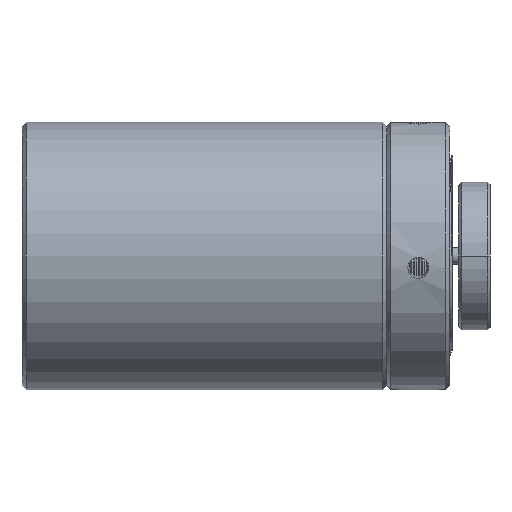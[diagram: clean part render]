
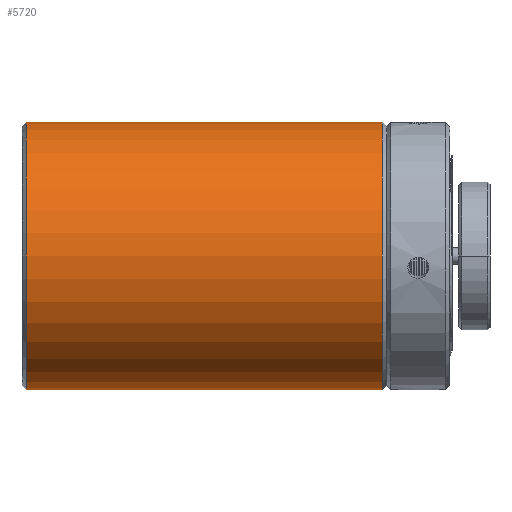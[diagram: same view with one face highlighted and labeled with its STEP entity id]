
A CAD part, front view. The second image highlights one B-rep face of the part: STEP entity #5720.
In plain terms, the highlighted cylindrical face has radius 63.5 mm (diameter 127 mm), a partial arc.
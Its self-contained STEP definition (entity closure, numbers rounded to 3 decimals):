
#37 = EDGE_CURVE ( 'NONE', #8871, #11246, #3420, .T. ) ;
#1165 = ORIENTED_EDGE ( 'NONE', *, *, #15072, .F. ) ;
#2462 = VERTEX_POINT ( 'NONE', #14895 ) ;
#2852 = DIRECTION ( 'NONE',  ( 0., 0., 1. ) ) ;
#3420 = CIRCLE ( 'NONE', #7118, 63.5 ) ;
#3694 = EDGE_LOOP ( 'NONE', ( #1165, #8661, #7018, #15100 ) ) ;
#4347 = DIRECTION ( 'NONE',  ( -1., 0., 0. ) ) ;
#4670 = CARTESIAN_POINT ( 'NONE',  ( 171., 0., 63.5 ) ) ;
#5245 = DIRECTION ( 'NONE',  ( -1., 0., 0. ) ) ;
#5720 = ADVANCED_FACE ( 'NONE', ( #11783 ), #11323, .T. ) ;
#5725 = CIRCLE ( 'NONE', #11465, 63.5 ) ;
#6187 = DIRECTION ( 'NONE',  ( 0., 0., 1. ) ) ;
#6209 = DIRECTION ( 'NONE',  ( -1., 0., 0. ) ) ;
#6213 = CARTESIAN_POINT ( 'NONE',  ( 2., 0., 0. ) ) ;
#6463 = CARTESIAN_POINT ( 'NONE',  ( 171., 0., -63.5 ) ) ;
#6552 = AXIS2_PLACEMENT_3D ( 'NONE', #15121, #15397, #14800 ) ;
#6593 = EDGE_CURVE ( 'NONE', #2462, #8964, #5725, .T. ) ;
#7006 = DIRECTION ( 'NONE',  ( -1., 0., 0. ) ) ;
#7018 = ORIENTED_EDGE ( 'NONE', *, *, #8081, .T. ) ;
#7036 = CARTESIAN_POINT ( 'NONE',  ( 171., 0., 0. ) ) ;
#7118 = AXIS2_PLACEMENT_3D ( 'NONE', #7036, #5245, #2852 ) ;
#8081 = EDGE_CURVE ( 'NONE', #11246, #8964, #11726, .T. ) ;
#8184 = CARTESIAN_POINT ( 'NONE',  ( 0., 0., 63.5 ) ) ;
#8661 = ORIENTED_EDGE ( 'NONE', *, *, #37, .T. ) ;
#8871 = VERTEX_POINT ( 'NONE', #6463 ) ;
#8964 = VERTEX_POINT ( 'NONE', #10094 ) ;
#10094 = CARTESIAN_POINT ( 'NONE',  ( 2., 0., 63.5 ) ) ;
#11246 = VERTEX_POINT ( 'NONE', #4670 ) ;
#11323 = CYLINDRICAL_SURFACE ( 'NONE', #6552, 63.5 ) ;
#11333 = LINE ( 'NONE', #15154, #14190 ) ;
#11465 = AXIS2_PLACEMENT_3D ( 'NONE', #6213, #6209, #6187 ) ;
#11726 = LINE ( 'NONE', #8184, #11733 ) ;
#11733 = VECTOR ( 'NONE', #7006, 1000. ) ;
#11783 = FACE_OUTER_BOUND ( 'NONE', #3694, .T. ) ;
#14190 = VECTOR ( 'NONE', #4347, 1000. ) ;
#14800 = DIRECTION ( 'NONE',  ( 0., 0., 1. ) ) ;
#14895 = CARTESIAN_POINT ( 'NONE',  ( 2., 0., -63.5 ) ) ;
#15072 = EDGE_CURVE ( 'NONE', #8871, #2462, #11333, .T. ) ;
#15100 = ORIENTED_EDGE ( 'NONE', *, *, #6593, .F. ) ;
#15121 = CARTESIAN_POINT ( 'NONE',  ( 0., 0., 0. ) ) ;
#15154 = CARTESIAN_POINT ( 'NONE',  ( 0., 0., -63.5 ) ) ;
#15397 = DIRECTION ( 'NONE',  ( -1., 0., 0. ) ) ;
